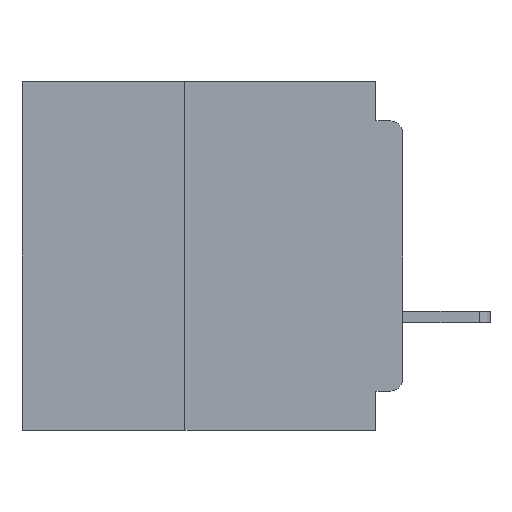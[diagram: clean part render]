
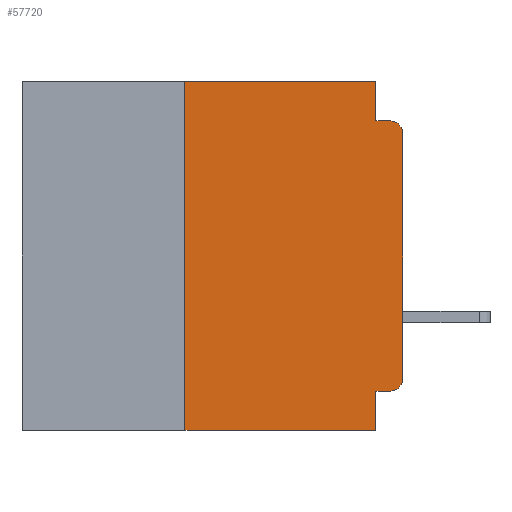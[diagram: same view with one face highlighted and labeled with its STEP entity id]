
A CAD part, left-side view. The second image highlights one B-rep face of the part: STEP entity #57720.
In plain terms, the highlighted planar face has unit normal (-1, 0, 0).
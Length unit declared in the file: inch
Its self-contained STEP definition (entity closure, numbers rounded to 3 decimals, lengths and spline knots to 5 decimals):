
#5523 = DIRECTION ( 'NONE',  ( 0., 0., 1. ) ) ;
#6307 = EDGE_CURVE ( 'NONE', #33436, #6793, #23132, .T. ) ;
#6793 = VERTEX_POINT ( 'NONE', #41011 ) ;
#7195 = LINE ( 'NONE', #40026, #34613 ) ;
#7554 = DIRECTION ( 'NONE',  ( 0., -1., 0. ) ) ;
#7978 = VERTEX_POINT ( 'NONE', #19923 ) ;
#8356 = DIRECTION ( 'NONE',  ( -1., 0., 0. ) ) ;
#10597 = VERTEX_POINT ( 'NONE', #63872 ) ;
#10855 = DIRECTION ( 'NONE',  ( 0., 1., 0. ) ) ;
#12809 = VECTOR ( 'NONE', #47657, 39.37008 ) ;
#13564 = ORIENTED_EDGE ( 'NONE', *, *, #66055, .F. ) ;
#14310 = VECTOR ( 'NONE', #57868, 39.37008 ) ;
#14356 = DIRECTION ( 'NONE',  ( 1., 0., 0. ) ) ;
#15400 = ORIENTED_EDGE ( 'NONE', *, *, #26939, .F. ) ;
#16063 = LINE ( 'NONE', #37495, #12809 ) ;
#16482 = VERTEX_POINT ( 'NONE', #64424 ) ;
#16652 = CARTESIAN_POINT ( 'NONE',  ( 0., 0.015, -0.06 ) ) ;
#17965 = CARTESIAN_POINT ( 'NONE',  ( 0., 0.031, -0.045 ) ) ;
#17979 = CARTESIAN_POINT ( 'NONE',  ( 0., 0., -0.045 ) ) ;
#18380 = VECTOR ( 'NONE', #7554, 39.37008 ) ;
#19923 = CARTESIAN_POINT ( 'NONE',  ( 0., 0.25, 0. ) ) ;
#19928 = LINE ( 'NONE', #53965, #47084 ) ;
#21129 = VECTOR ( 'NONE', #5523, 39.37008 ) ;
#21890 = DIRECTION ( 'NONE',  ( 0., 0., -1. ) ) ;
#23132 = CIRCLE ( 'NONE', #57335, 0.015 ) ;
#23399 = ORIENTED_EDGE ( 'NONE', *, *, #40306, .F. ) ;
#23522 = DIRECTION ( 'NONE',  ( 0., -1., 0. ) ) ;
#24874 = ORIENTED_EDGE ( 'NONE', *, *, #43515, .T. ) ;
#24936 = EDGE_CURVE ( 'NONE', #37100, #33436, #34733, .T. ) ;
#26939 = EDGE_CURVE ( 'NONE', #29904, #6793, #32082, .T. ) ;
#28116 = LINE ( 'NONE', #52798, #14310 ) ;
#28338 = EDGE_LOOP ( 'NONE', ( #62133, #39153, #15400, #44922, #13564, #48092, #24874, #23399, #59670, #54663 ) ) ;
#28573 = CARTESIAN_POINT ( 'NONE',  ( 0., 0.25, -0.4 ) ) ;
#29559 = LINE ( 'NONE', #41964, #38288 ) ;
#29904 = VERTEX_POINT ( 'NONE', #17965 ) ;
#32004 = AXIS2_PLACEMENT_3D ( 'NONE', #39167, #8356, #44266 ) ;
#32082 = LINE ( 'NONE', #17979, #18380 ) ;
#33436 = VERTEX_POINT ( 'NONE', #50642 ) ;
#34613 = VECTOR ( 'NONE', #45113, 39.37008 ) ;
#34733 = LINE ( 'NONE', #56557, #21129 ) ;
#36757 = CARTESIAN_POINT ( 'NONE',  ( 0., 0., -0.355 ) ) ;
#37100 = VERTEX_POINT ( 'NONE', #37544 ) ;
#37495 = CARTESIAN_POINT ( 'NONE',  ( 0., 0.25, -0.4 ) ) ;
#37544 = CARTESIAN_POINT ( 'NONE',  ( 0., 0., -0.34 ) ) ;
#37876 = VERTEX_POINT ( 'NONE', #28573 ) ;
#38288 = VECTOR ( 'NONE', #47024, 39.37008 ) ;
#39153 = ORIENTED_EDGE ( 'NONE', *, *, #6307, .T. ) ;
#39167 = CARTESIAN_POINT ( 'NONE',  ( 0., 0.015, -0.34 ) ) ;
#39568 = VERTEX_POINT ( 'NONE', #44100 ) ;
#39888 = EDGE_CURVE ( 'NONE', #10597, #16482, #60038, .T. ) ;
#40026 = CARTESIAN_POINT ( 'NONE',  ( 0., 0.031, -0.4 ) ) ;
#40306 = EDGE_CURVE ( 'NONE', #16482, #59361, #7195, .T. ) ;
#41011 = CARTESIAN_POINT ( 'NONE',  ( 0., 0.015, -0.045 ) ) ;
#41964 = CARTESIAN_POINT ( 'NONE',  ( 0., 0.437, 0. ) ) ;
#42185 = CIRCLE ( 'NONE', #32004, 0.015 ) ;
#42256 = EDGE_CURVE ( 'NONE', #39568, #29904, #28116, .T. ) ;
#43515 = EDGE_CURVE ( 'NONE', #37876, #59361, #19928, .T. ) ;
#44100 = CARTESIAN_POINT ( 'NONE',  ( 0., 0.031, 0. ) ) ;
#44266 = DIRECTION ( 'NONE',  ( 0., 0., -1. ) ) ;
#44922 = ORIENTED_EDGE ( 'NONE', *, *, #42256, .F. ) ;
#45000 = VECTOR ( 'NONE', #10855, 39.37008 ) ;
#45023 = PLANE ( 'NONE',  #46878 ) ;
#45113 = DIRECTION ( 'NONE',  ( 0., 0., -1. ) ) ;
#46140 = FACE_OUTER_BOUND ( 'NONE', #28338, .T. ) ;
#46878 = AXIS2_PLACEMENT_3D ( 'NONE', #54987, #14356, #50096 ) ;
#47024 = DIRECTION ( 'NONE',  ( 0., -1., 0. ) ) ;
#47084 = VECTOR ( 'NONE', #23522, 39.37008 ) ;
#47657 = DIRECTION ( 'NONE',  ( 0., 0., 1. ) ) ;
#48092 = ORIENTED_EDGE ( 'NONE', *, *, #64376, .F. ) ;
#50096 = DIRECTION ( 'NONE',  ( 0., 0., -1. ) ) ;
#50513 = CARTESIAN_POINT ( 'NONE',  ( 0., 0.031, -0.4 ) ) ;
#50642 = CARTESIAN_POINT ( 'NONE',  ( 0., 0., -0.06 ) ) ;
#52379 = DIRECTION ( 'NONE',  ( -1., 0., 0. ) ) ;
#52798 = CARTESIAN_POINT ( 'NONE',  ( 0., 0.031, 0. ) ) ;
#53965 = CARTESIAN_POINT ( 'NONE',  ( 0., 0.437, -0.4 ) ) ;
#54663 = ORIENTED_EDGE ( 'NONE', *, *, #58019, .T. ) ;
#54987 = CARTESIAN_POINT ( 'NONE',  ( 0., 0.437, 0. ) ) ;
#56557 = CARTESIAN_POINT ( 'NONE',  ( 0., 0., 0. ) ) ;
#57335 = AXIS2_PLACEMENT_3D ( 'NONE', #16652, #52379, #21890 ) ;
#57720 = ADVANCED_FACE ( 'NONE', ( #46140 ), #45023, .F. ) ;
#57868 = DIRECTION ( 'NONE',  ( 0., 0., -1. ) ) ;
#58019 = EDGE_CURVE ( 'NONE', #10597, #37100, #42185, .T. ) ;
#59361 = VERTEX_POINT ( 'NONE', #50513 ) ;
#59670 = ORIENTED_EDGE ( 'NONE', *, *, #39888, .F. ) ;
#60038 = LINE ( 'NONE', #36757, #45000 ) ;
#62133 = ORIENTED_EDGE ( 'NONE', *, *, #24936, .T. ) ;
#63872 = CARTESIAN_POINT ( 'NONE',  ( 0., 0.015, -0.355 ) ) ;
#64376 = EDGE_CURVE ( 'NONE', #37876, #7978, #16063, .T. ) ;
#64424 = CARTESIAN_POINT ( 'NONE',  ( 0., 0.031, -0.355 ) ) ;
#66055 = EDGE_CURVE ( 'NONE', #7978, #39568, #29559, .T. ) ;
